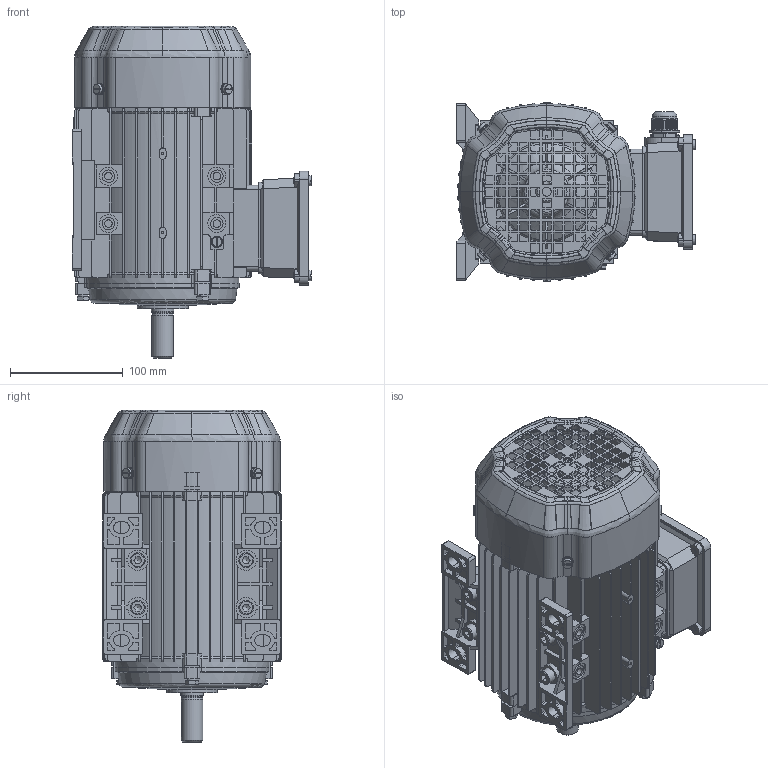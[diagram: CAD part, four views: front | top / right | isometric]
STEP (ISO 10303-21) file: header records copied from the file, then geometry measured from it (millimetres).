
FILE_DESCRIPTION(/* description */ (''),/* implementation_level */ '2;1');
FILE_NAME(/* name */ 'JL3-80-B3.stp',/* time_stamp */ '2014-09-06T09:54:04+08:00',/* author */ (''),/* organization */ (''),/* preprocessor_version */ 'ST-DEVELOPER v14',/* originating_system */ 'SIEMENS PLM Software NX 8.0',/* authorisation */ '');
FILE_SCHEMA (('AUTOMOTIVE_DESIGN { 1 0 10303 214 3 1 1 1 }'));
Products named in the file (1): jl09D8560Bgfas
Bounding box: 212 x 158 x 293.99 mm (x, y, z)
Volume: 951115.2 mm3; surface area: 696334.4 mm2
Topology: 52 solids, 52 shells, 3838 faces, 10596 edges, 7001 vertices
Faces by surface type: plane 2007, cylinder 1184, bspline 332, cone 190, torus 124, extrusion 1
Full cylindrical faces by diameter (mm): 2 x4, 3.5 x6, 4 x14, 4.48 x9, 4.8 x1, 5 x22, 5.3 x5, 5.35 x6, 5.8 x14, 6 x7, 6.6 x12, 7 x12, 8 x5, 9 x4, 10 x5, 11 x12, 12 x8, 13 x4, 13.75 x1, 15 x4, 16 x12, 16.25 x3, 18.4 x1, 18.6 x1, 18.75 x10, 19 x1, 19.2 x2, 19.375 x6, 19.4 x2, 20 x24
Entity records: 171978 total; most frequent: CARTESIAN_POINT 79493, ORIENTED_EDGE 19934, DIRECTION 17461, EDGE_CURVE 9967, VERTEX_POINT 6756, AXIS2_PLACEMENT_3D 6125, VECTOR 5211, LINE 5210
